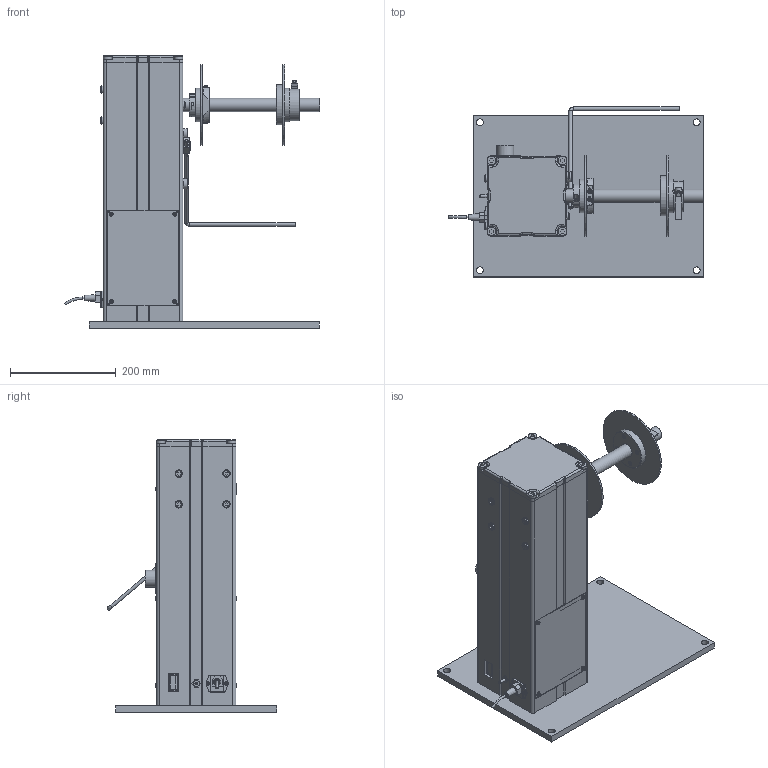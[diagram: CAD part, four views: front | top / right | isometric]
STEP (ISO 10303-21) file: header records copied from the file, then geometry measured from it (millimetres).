
FILE_DESCRIPTION(/* description */ (''),/* implementation_level */ '2;1');
FILE_NAME(/* name */ 'UD DANCER.stp',/* time_stamp */ '2018-01-18T15:13:53-05:00',/* author */ ('ppanana'),/* organization */ (''),/* preprocessor_version */ 'ST-DEVELOPER v16.1',/* originating_system */ 'Autodesk Inventor 2016',/* authorisation */ '');
FILE_SCHEMA (('CONFIG_CONTROL_DESIGN'));
Products named in the file (1): UD DANCER
Bounding box: 481.94 x 320.7 x 515.4 mm (x, y, z)
Surface area: 1480459.1 mm2 (no closed solid volume)
Topology: 0 solids, 106 shells, 2037 faces, 4799 edges, 3155 vertices
Faces by surface type: plane 1251, cylinder 550, bspline 114, cone 83, torus 39
Full cylindrical faces by diameter (mm): 2.459 x4, 3 x5, 3.2 x2, 3.242 x36, 3.5 x3, 3.57 x1, 4 x29, 4.134 x11, 4.5 x33, 4.534 x1, 4.826 x2, 4.917 x1, 5 x13, 5.5 x3, 5.6 x4, 6 x2, 6.35 x5, 6.5 x1, 6.6 x1, 6.647 x10, 7 x14, 7.6 x17, 7.874 x2, 7.9 x6, 8 x6, 8.25 x10, 8.63 x1, 9 x9, 9.5 x2, 9.525 x2
Entity records: 58913 total; most frequent: CARTESIAN_POINT 11635, DIRECTION 8980, ORIENTED_EDGE 8490, EDGE_CURVE 4245, AXIS2_PLACEMENT_3D 3073, VERTEX_POINT 3031, EDGE_LOOP 2958, LINE 2834
